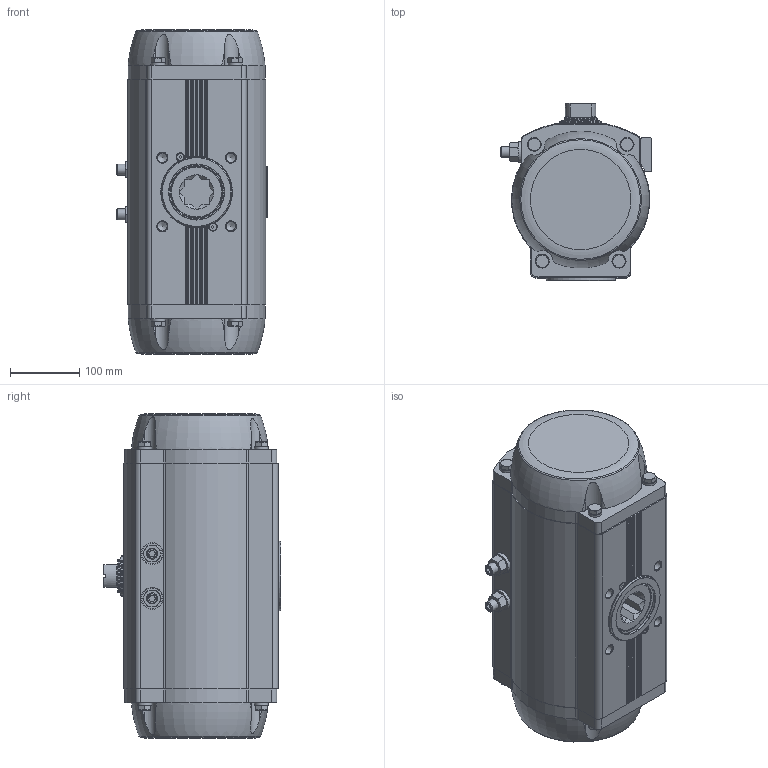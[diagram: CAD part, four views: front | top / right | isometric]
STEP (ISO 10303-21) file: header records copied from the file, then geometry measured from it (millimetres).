
FILE_DESCRIPTION(/* description */ ('STEP AP214'),/* implementation_level */ '2;1');
FILE_NAME(/* name */ '8102894_DFPD-900-RP-90-RS35-F14-R3-C-VDE2',/* time_stamp */ '2024-08-15T18:51:29+02:00',/* author */ ('License CC BY-ND 4.0'),/* organization */ ('CADENAS'),/* preprocessor_version */ 'ST-DEVELOPER v19.3',/* originating_system */ 'PARTsolutions',/* authorisation */ ' ');
FILE_SCHEMA (('MODEL_BASED_INTEGRATED_MANUFACTURING_SCHEMA','AUTOMOTIVE_DESIGN {1 0 10303 214 3 1 1}'));
Length unit declared in the file: millimetre
Products named in the file (8): 8102894 DFPD-900-RP-90-RS35-F14-R3-C-VDE2---(0); 8042194 DFPD-900-90-RS-F14-C-VDE2---(housing); 8042194 DFPD-900(F14_0)---(shaft); 5235794 SCHEIBE 16.3X30X5-1.4301; DIN 934 - M16(F); 8088530 DFPD-900/1200-C--(adj); 8101073 DFPD-CTR-F14--(ctr); 8120158 DFPD-...-C-VDE2---(PS)
Assembly tree (11 placements, depth 2):
  8102894 DFPD-900-RP-90-RS35-F14-R3-C-VDE2---(0)
    8042194 DFPD-900-90-RS-F14-C-VDE2---(housing)
    8042194 DFPD-900(F14_0)---(shaft)
    5235794 SCHEIBE 16.3X30X5-1.4301  x2
    DIN 934 - M16(F)  x2
    8088530 DFPD-900/1200-C--(adj)  x2
    8101073 DFPD-CTR-F14--(ctr)
    8120158 DFPD-...-C-VDE2---(PS)  x2
Bounding box: 217.33 x 256.7 x 469.6 mm (x, y, z)
Volume: 16614320.6 mm3; surface area: 573391.5 mm2
Topology: 11 solids, 11 shells, 784 faces, 1902 edges, 1209 vertices
Faces by surface type: plane 329, cylinder 233, cone 168, torus 52, sphere 2
Full cylindrical faces by diameter (mm): 2.5 x2, 4.134 x10, 4.2 x1, 4.5 x2, 4.917 x1, 5.5 x2, 5.917 x2, 6.647 x1, 7 x2, 8 x2, 8.5 x2, 10 x2, 10.57 x2, 11.445 x2, 11.5 x2, 12 x2, 13.835 x8, 16 x2, 16.3 x2, 20 x8, 22.5 x2, 30 x2, 32 x2, 45.5 x1, 48 x2, 48.2 x1, 50.8 x1, 53 x1, 58.5 x1, 60 x2
Entity records: 20843 total; most frequent: CARTESIAN_POINT 4504, DIRECTION 3332, ORIENTED_EDGE 3014, EDGE_CURVE 1507, AXIS2_PLACEMENT_3D 1353, VERTEX_POINT 1081, FACE_BOUND 1004, EDGE_LOOP 983
